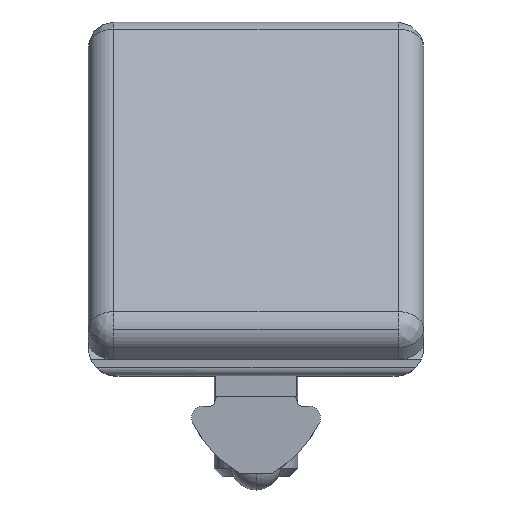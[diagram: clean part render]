
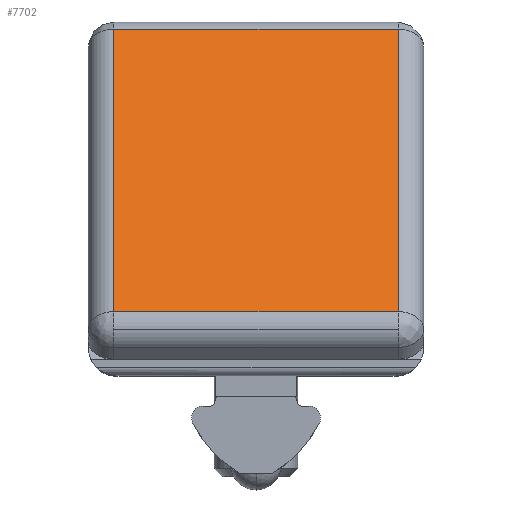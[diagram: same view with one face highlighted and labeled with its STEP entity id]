
A CAD part, top view. The second image highlights one B-rep face of the part: STEP entity #7702.
In plain terms, the highlighted planar face has unit normal (0, 0.707, 0.707).
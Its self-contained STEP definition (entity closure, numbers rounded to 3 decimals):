
#145 = AXIS2_PLACEMENT_3D ( 'NONE', #4985, #1905, #4889 ) ;
#240 = EDGE_CURVE ( 'NONE', #2857, #6717, #5115, .T. ) ;
#267 = VERTEX_POINT ( 'NONE', #7671 ) ;
#289 = CARTESIAN_POINT ( 'NONE',  ( 8.499, 21.768, 2.768 ) ) ;
#331 = FACE_OUTER_BOUND ( 'NONE', #4247, .T. ) ;
#411 = LINE ( 'NONE', #5056, #6468 ) ;
#495 = EDGE_CURVE ( 'NONE', #267, #2857, #7319, .T. ) ;
#901 = ORIENTED_EDGE ( 'NONE', *, *, #495, .F. ) ;
#1144 = EDGE_CURVE ( 'NONE', #1749, #267, #411, .T. ) ;
#1351 = DIRECTION ( 'NONE',  ( 0., 0.707, -0.707 ) ) ;
#1749 = VERTEX_POINT ( 'NONE', #7346 ) ;
#1842 = VECTOR ( 'NONE', #5641, 1000. ) ;
#1854 = PLANE ( 'NONE',  #145 ) ;
#1905 = DIRECTION ( 'NONE',  ( 0., 0.707, 0.707 ) ) ;
#1962 = CARTESIAN_POINT ( 'NONE',  ( 8.499, 20.707, 3.828 ) ) ;
#2005 = CARTESIAN_POINT ( 'NONE',  ( -8.501, 21.768, 2.768 ) ) ;
#2857 = VERTEX_POINT ( 'NONE', #6491 ) ;
#3602 = DIRECTION ( 'NONE',  ( -1., 0., 0. ) ) ;
#4247 = EDGE_LOOP ( 'NONE', ( #5717, #6069, #6976, #901 ) ) ;
#4302 = VECTOR ( 'NONE', #6664, 1000. ) ;
#4889 = DIRECTION ( 'NONE',  ( 0., -0.707, 0.707 ) ) ;
#4985 = CARTESIAN_POINT ( 'NONE',  ( -0.001, 12.268, 12.268 ) ) ;
#5056 = CARTESIAN_POINT ( 'NONE',  ( 9.999, 3.828, 20.707 ) ) ;
#5115 = LINE ( 'NONE', #8052, #4302 ) ;
#5409 = VECTOR ( 'NONE', #1351, 1000. ) ;
#5641 = DIRECTION ( 'NONE',  ( 0., -0.707, 0.707 ) ) ;
#5717 = ORIENTED_EDGE ( 'NONE', *, *, #1144, .F. ) ;
#5831 = EDGE_CURVE ( 'NONE', #6717, #1749, #6930, .T. ) ;
#6069 = ORIENTED_EDGE ( 'NONE', *, *, #5831, .F. ) ;
#6468 = VECTOR ( 'NONE', #3602, 1000. ) ;
#6491 = CARTESIAN_POINT ( 'NONE',  ( -8.501, 20.707, 3.828 ) ) ;
#6664 = DIRECTION ( 'NONE',  ( 1., 0., 0. ) ) ;
#6717 = VERTEX_POINT ( 'NONE', #1962 ) ;
#6930 = LINE ( 'NONE', #289, #1842 ) ;
#6976 = ORIENTED_EDGE ( 'NONE', *, *, #240, .F. ) ;
#7319 = LINE ( 'NONE', #2005, #5409 ) ;
#7346 = CARTESIAN_POINT ( 'NONE',  ( 8.499, 3.828, 20.707 ) ) ;
#7671 = CARTESIAN_POINT ( 'NONE',  ( -8.501, 3.828, 20.707 ) ) ;
#7702 = ADVANCED_FACE ( 'NONE', ( #331 ), #1854, .T. ) ;
#8052 = CARTESIAN_POINT ( 'NONE',  ( 9.999, 20.707, 3.828 ) ) ;
